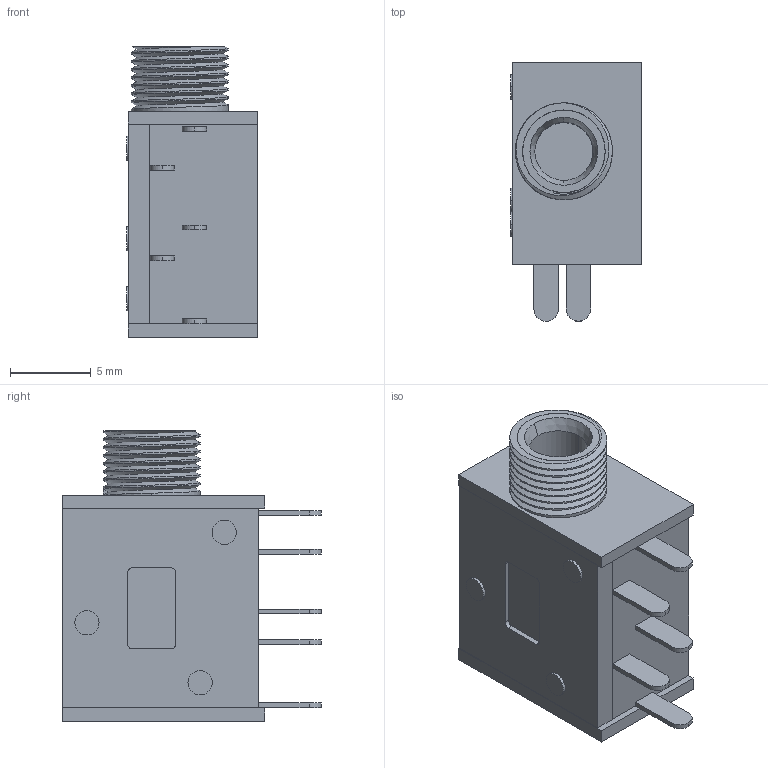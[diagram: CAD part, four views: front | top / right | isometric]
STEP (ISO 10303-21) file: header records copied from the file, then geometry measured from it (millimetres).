
FILE_DESCRIPTION (( 'STEP AP214' ), '1' );
FILE_NAME ('CUI_DEVICES_SJ1-3535.step', '2023-06-23T15:33:40', ( '' ), ( '' ), 'SwSTEP 2.0', 'SolidWorks 2023', '' );
FILE_SCHEMA (( 'AUTOMOTIVE_DESIGN' ));
Length unit declared in the file: millimetre
Products named in the file (1): CUI_DEVICES_SJ1-3535
Bounding box: 8.1 x 16 x 18 mm (x, y, z)
Volume: 1285.8 mm3; surface area: 1315.4 mm2
Topology: 6 solids, 6 shells, 103 faces, 246 edges, 163 vertices
Faces by surface type: plane 54, cylinder 43, bspline 4, cone 2
Entity records: 4731 total; most frequent: CARTESIAN_POINT 2296, ORIENTED_EDGE 492, DIRECTION 464, EDGE_CURVE 246, VERTEX_POINT 163, AXIS2_PLACEMENT_3D 160, LINE 144, VECTOR 144
